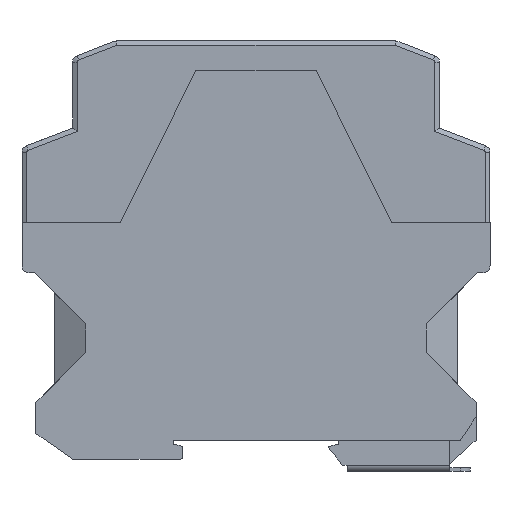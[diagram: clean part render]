
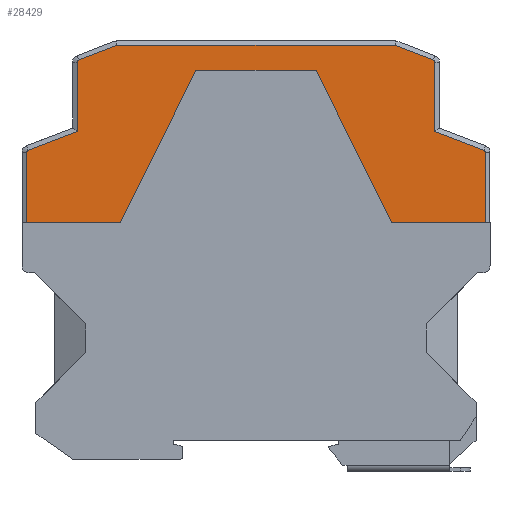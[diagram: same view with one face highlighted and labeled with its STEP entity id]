
A CAD part, left-side view. The second image highlights one B-rep face of the part: STEP entity #28429.
In plain terms, the highlighted face is planar.
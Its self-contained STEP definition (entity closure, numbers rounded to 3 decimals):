
#23289=CARTESIAN_POINT('',(-48.,91.368,3.8));
#23290=DIRECTION('',(0.,0.,-1.));
#23291=DIRECTION('',(-1.,0.,0.));
#23292=AXIS2_PLACEMENT_3D('',#23289,#23290,#23291);
#23297=DIRECTION('',(0.,1.,0.));
#23298=VECTOR('',#23297,14.868);
#23299=CARTESIAN_POINT('',(-48.5,76.5,3.8));
#23300=LINE('',#23299,#23298);
#23304=DIRECTION('',(-1.,0.,0.));
#23305=VECTOR('',#23304,19.75);
#23306=CARTESIAN_POINT('',(-28.75,76.5,
3.8));
#23307=LINE('',#23306,#23305);
#23311=DIRECTION('',(-0.446,-0.895,0.));
#23312=VECTOR('',#23311,35.978);
#23313=CARTESIAN_POINT('',(-12.7,108.7,
3.8));
#23314=LINE('',#23313,#23312);
#23318=DIRECTION('',(-1.,0.,0.));
#23319=VECTOR('',#23318,25.4);
#23320=CARTESIAN_POINT('',(12.7,108.7,3.8));
#23321=LINE('',#23320,#23319);
#23325=DIRECTION('',(-0.446,0.895,0.));
#23326=VECTOR('',#23325,35.978);
#23327=CARTESIAN_POINT('',(28.75,76.5,3.8));
#23328=LINE('',#23327,#23326);
#23332=DIRECTION('',(-1.,0.,0.));
#23333=VECTOR('',#23332,19.75);
#23334=CARTESIAN_POINT('',(48.5,76.5,3.8));
#23335=LINE('',#23334,#23333);
#23339=CARTESIAN_POINT('',(48.,91.368,3.8));
#23340=DIRECTION('',(0.,0.,-1.));
#23341=DIRECTION('',(0.358,0.934,0.));
#23342=AXIS2_PLACEMENT_3D('',#23339,#23340,#23341);
#23347=DIRECTION('',(0.934,-0.358,0.));
#23348=VECTOR('',#23347,11.115);
#23349=CARTESIAN_POINT('',(37.8,95.812,3.8));
#23350=LINE('',#23349,#23348);
#23354=DIRECTION('',(0.,-1.,0.));
#23355=VECTOR('',#23354,14.625);
#23356=CARTESIAN_POINT('',(37.8,110.438,3.8));
#23357=LINE('',#23356,#23355);
#23361=CARTESIAN_POINT('',(37.3,110.438,3.8));
#23362=DIRECTION('',(0.,0.,-1.));
#23363=DIRECTION('',(0.358,0.934,0.));
#23364=AXIS2_PLACEMENT_3D('',#23361,#23362,#23363);
#23369=DIRECTION('',(1.,0.,0.));
#23370=VECTOR('',#23369,58.829);
#23371=CARTESIAN_POINT('',(-29.415,114.,3.8));
#23372=LINE('',#23371,#23370);
#23376=DIRECTION('',(0.934,0.358,0.));
#23377=VECTOR('',#23376,8.638);
#23378=CARTESIAN_POINT('',(-37.479,110.904,3.8));
#23379=LINE('',#23378,#23377);
#23383=CARTESIAN_POINT('',(-37.3,110.438,3.8));
#23384=DIRECTION('',(0.,0.,-1.));
#23385=DIRECTION('',(-1.,0.,0.));
#23386=AXIS2_PLACEMENT_3D('',#23383,#23384,#23385);
#23391=DIRECTION('',(0.,1.,0.));
#23392=VECTOR('',#23391,14.625);
#23393=CARTESIAN_POINT('',(-37.8,95.812,3.8));
#23394=LINE('',#23393,#23392);
#23398=DIRECTION('',(0.934,0.358,0.));
#23399=VECTOR('',#23398,11.115);
#23400=CARTESIAN_POINT('',(-48.179,91.835,3.8));
#23401=LINE('',#23400,#23399);
#23533=DIRECTION('',(-0.934,0.358,0.));
#23534=VECTOR('',#23533,8.638);
#23535=CARTESIAN_POINT('',(37.479,110.904,3.8));
#23536=LINE('',#23535,#23534);
#23633=DIRECTION('',(0.,1.,0.));
#23634=VECTOR('',#23633,14.868);
#23635=CARTESIAN_POINT('',(48.5,76.5,3.8));
#23636=LINE('',#23635,#23634);
#26648=CARTESIAN_POINT('',(48.179,91.835,3.8));
#26649=CARTESIAN_POINT('',(48.5,91.368,3.8));
#26650=VERTEX_POINT('',#26648);
#26651=VERTEX_POINT('',#26649);
#26672=CARTESIAN_POINT('',(-37.8,110.438,3.8));
#26673=CARTESIAN_POINT('',(-37.479,110.904,3.8));
#26674=VERTEX_POINT('',#26672);
#26675=VERTEX_POINT('',#26673);
#26696=CARTESIAN_POINT('',(-48.5,76.5,3.8));
#26697=VERTEX_POINT('',#26696);
#26698=CARTESIAN_POINT('',(-28.75,76.5,
3.8));
#26699=VERTEX_POINT('',#26698);
#26778=CARTESIAN_POINT('',(12.7,108.7,3.8));
#26779=CARTESIAN_POINT('',(-12.7,108.7,
3.8));
#26780=VERTEX_POINT('',#26778);
#26781=VERTEX_POINT('',#26779);
#26822=CARTESIAN_POINT('',(48.5,76.5,3.8));
#26823=VERTEX_POINT('',#26822);
#26836=CARTESIAN_POINT('',(28.75,76.5,3.8));
#26837=VERTEX_POINT('',#26836);
#27092=CARTESIAN_POINT('',(-48.179,91.835,3.8));
#27093=CARTESIAN_POINT('',(-37.8,95.812,3.8));
#27094=VERTEX_POINT('',#27092);
#27095=VERTEX_POINT('',#27093);
#27100=CARTESIAN_POINT('',(37.8,95.812,3.8));
#27101=VERTEX_POINT('',#27100);
#27102=CARTESIAN_POINT('',(37.8,110.438,3.8));
#27103=VERTEX_POINT('',#27102);
#27158=CARTESIAN_POINT('',(29.415,114.,3.8));
#27159=VERTEX_POINT('',#27158);
#27160=CARTESIAN_POINT('',(-29.415,114.,3.8));
#27161=VERTEX_POINT('',#27160);
#27168=CARTESIAN_POINT('',(-48.5,91.368,3.8));
#27169=VERTEX_POINT('',#27168);
#27170=CARTESIAN_POINT('',(37.479,110.904,3.8));
#27171=VERTEX_POINT('',#27170);
#28387=CARTESIAN_POINT('',(-32.387,84.907,3.8));
#28388=DIRECTION('',(0.,0.,-1.));
#28389=DIRECTION('',(1.,0.,0.));
#28390=AXIS2_PLACEMENT_3D('',#28387,#28388,#28389);
#28391=PLANE('',#28390);
#28393=ORIENTED_EDGE('',*,*,#28392,.F.);
#28395=ORIENTED_EDGE('',*,*,#28394,.F.);
#28397=ORIENTED_EDGE('',*,*,#28396,.F.);
#28398=ORIENTED_EDGE('',*,*,#28375,.F.);
#28400=ORIENTED_EDGE('',*,*,#28399,.F.);
#28402=ORIENTED_EDGE('',*,*,#28401,.F.);
#28404=ORIENTED_EDGE('',*,*,#28403,.F.);
#28406=ORIENTED_EDGE('',*,*,#28405,.T.);
#28408=ORIENTED_EDGE('',*,*,#28407,.F.);
#28410=ORIENTED_EDGE('',*,*,#28409,.F.);
#28412=ORIENTED_EDGE('',*,*,#28411,.F.);
#28414=ORIENTED_EDGE('',*,*,#28413,.F.);
#28416=ORIENTED_EDGE('',*,*,#28415,.T.);
#28418=ORIENTED_EDGE('',*,*,#28417,.F.);
#28420=ORIENTED_EDGE('',*,*,#28419,.F.);
#28422=ORIENTED_EDGE('',*,*,#28421,.F.);
#28424=ORIENTED_EDGE('',*,*,#28423,.F.);
#28426=ORIENTED_EDGE('',*,*,#28425,.F.);
#28427=EDGE_LOOP('',(#28393,#28395,#28397,#28398,#28400,#28402,#28404,#28406,
#28408,#28410,#28412,#28414,#28416,#28418,#28420,#28422,#28424,#28426));
#28428=FACE_OUTER_BOUND('',#28427,.F.);
#28429=ADVANCED_FACE('',(#28428),#28391,.T.);
#23293=CIRCLE('',#23292,0.5);
#23343=CIRCLE('',#23342,0.5);
#23365=CIRCLE('',#23364,0.5);
#23387=CIRCLE('',#23386,0.5);
#28375=EDGE_CURVE('',#26781,#26699,#23314,.T.);
#28392=EDGE_CURVE('',#27169,#27094,#23293,.T.);
#28394=EDGE_CURVE('',#26697,#27169,#23300,.T.);
#28396=EDGE_CURVE('',#26699,#26697,#23307,.T.);
#28399=EDGE_CURVE('',#26780,#26781,#23321,.T.);
#28401=EDGE_CURVE('',#26837,#26780,#23328,.T.);
#28403=EDGE_CURVE('',#26823,#26837,#23335,.T.);
#28405=EDGE_CURVE('',#26823,#26651,#23636,.T.);
#28407=EDGE_CURVE('',#26650,#26651,#23343,.T.);
#28409=EDGE_CURVE('',#27101,#26650,#23350,.T.);
#28411=EDGE_CURVE('',#27103,#27101,#23357,.T.);
#28413=EDGE_CURVE('',#27171,#27103,#23365,.T.);
#28415=EDGE_CURVE('',#27171,#27159,#23536,.T.);
#28417=EDGE_CURVE('',#27161,#27159,#23372,.T.);
#28419=EDGE_CURVE('',#26675,#27161,#23379,.T.);
#28421=EDGE_CURVE('',#26674,#26675,#23387,.T.);
#28423=EDGE_CURVE('',#27095,#26674,#23394,.T.);
#28425=EDGE_CURVE('',#27094,#27095,#23401,.T.);
